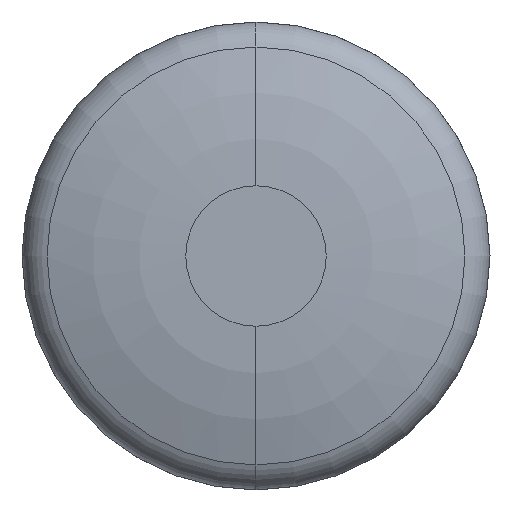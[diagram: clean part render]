
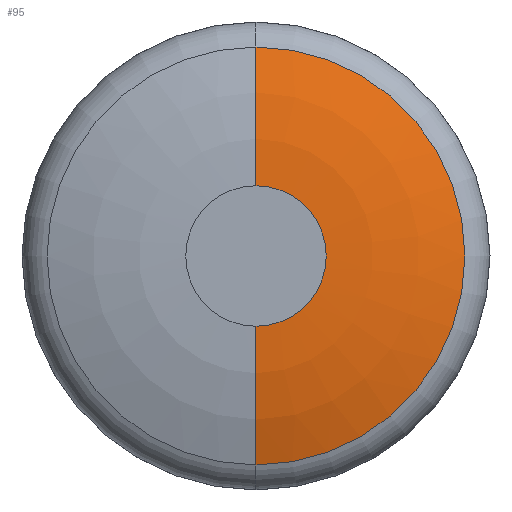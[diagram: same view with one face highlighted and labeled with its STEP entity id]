
A CAD part, front view. The second image highlights one B-rep face of the part: STEP entity #95.
In plain terms, the highlighted toroidal (fillet/blend) face has major radius 1.5 mm and minor radius 9 mm.
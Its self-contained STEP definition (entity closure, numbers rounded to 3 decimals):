
#2 = DIRECTION ( 'NONE',  ( 0., 0., 1. ) ) ;
#9 = AXIS2_PLACEMENT_3D ( 'NONE', #46, #370, #496 ) ;
#31 = CARTESIAN_POINT ( 'NONE',  ( 0., 9., 1.5 ) ) ;
#46 = CARTESIAN_POINT ( 'NONE',  ( 0., 9., 0. ) ) ;
#56 = CARTESIAN_POINT ( 'NONE',  ( 0., 9., -1.5 ) ) ;
#63 = VERTEX_POINT ( 'NONE', #433 ) ;
#66 = CIRCLE ( 'NONE', #220, 4.463 ) ;
#70 = CARTESIAN_POINT ( 'NONE',  ( 0., 0.502, -4.463 ) ) ;
#79 = EDGE_CURVE ( 'NONE', #352, #63, #518, .T. ) ;
#95 = ADVANCED_FACE ( 'NONE', ( #513 ), #415, .T. ) ;
#201 = DIRECTION ( 'NONE',  ( 1., 0., 0. ) ) ;
#204 = CIRCLE ( 'NONE', #512, 1.5 ) ;
#216 = DIRECTION ( 'NONE',  ( -1., 0., 0. ) ) ;
#220 = AXIS2_PLACEMENT_3D ( 'NONE', #362, #533, #354 ) ;
#226 = EDGE_CURVE ( 'NONE', #352, #314, #66, .T. ) ;
#231 = ORIENTED_EDGE ( 'NONE', *, *, #287, .F. ) ;
#265 = DIRECTION ( 'NONE',  ( 0., -1., 0. ) ) ;
#273 = AXIS2_PLACEMENT_3D ( 'NONE', #31, #201, #365 ) ;
#278 = EDGE_LOOP ( 'NONE', ( #394, #481, #231, #286 ) ) ;
#286 = ORIENTED_EDGE ( 'NONE', *, *, #79, .F. ) ;
#287 = EDGE_CURVE ( 'NONE', #63, #321, #204, .T. ) ;
#314 = VERTEX_POINT ( 'NONE', #351 ) ;
#321 = VERTEX_POINT ( 'NONE', #483 ) ;
#322 = AXIS2_PLACEMENT_3D ( 'NONE', #56, #216, #2 ) ;
#351 = CARTESIAN_POINT ( 'NONE',  ( 0., 0.502, 4.463 ) ) ;
#352 = VERTEX_POINT ( 'NONE', #70 ) ;
#354 = DIRECTION ( 'NONE',  ( 0., 0., -1. ) ) ;
#362 = CARTESIAN_POINT ( 'NONE',  ( 0., 0.502, 0. ) ) ;
#365 = DIRECTION ( 'NONE',  ( 0., 0., -1. ) ) ;
#370 = DIRECTION ( 'NONE',  ( 0., -1., 0. ) ) ;
#394 = ORIENTED_EDGE ( 'NONE', *, *, #226, .T. ) ;
#415 = TOROIDAL_SURFACE ( 'NONE', #9, 1.5, 9. ) ;
#433 = CARTESIAN_POINT ( 'NONE',  ( 0., 0., -1.5 ) ) ;
#434 = DIRECTION ( 'NONE',  ( 0., 0., -1. ) ) ;
#464 = CIRCLE ( 'NONE', #273, 9. ) ;
#476 = CARTESIAN_POINT ( 'NONE',  ( 0., 0., 0. ) ) ;
#481 = ORIENTED_EDGE ( 'NONE', *, *, #486, .T. ) ;
#483 = CARTESIAN_POINT ( 'NONE',  ( 0., 0., 1.5 ) ) ;
#486 = EDGE_CURVE ( 'NONE', #314, #321, #464, .T. ) ;
#496 = DIRECTION ( 'NONE',  ( 0., 0., -1. ) ) ;
#512 = AXIS2_PLACEMENT_3D ( 'NONE', #476, #265, #434 ) ;
#513 = FACE_OUTER_BOUND ( 'NONE', #278, .T. ) ;
#518 = CIRCLE ( 'NONE', #322, 9. ) ;
#533 = DIRECTION ( 'NONE',  ( 0., -1., 0. ) ) ;
